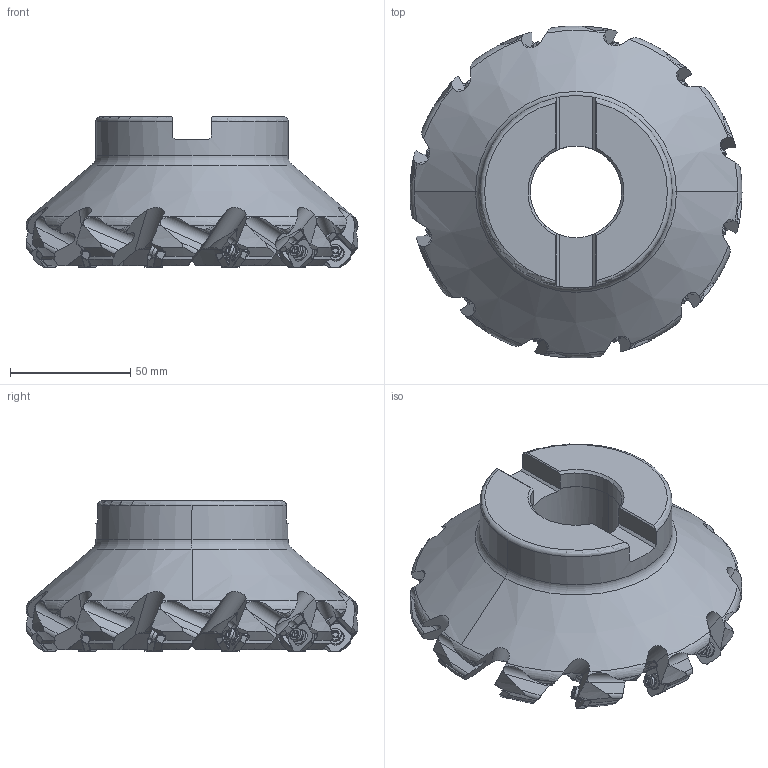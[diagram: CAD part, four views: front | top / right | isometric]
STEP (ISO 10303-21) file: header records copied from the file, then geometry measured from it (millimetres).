
FILE_DESCRIPTION(/* description */ (''),/* implementation_level */ '2;1');
FILE_NAME(/* name */ 'ASX445R0512E.stp',/* time_stamp */ '2021-09-08T11:41:03+09:00',/* author */ (''),/* organization */ (''),/* preprocessor_version */ 'ST-DEVELOPER v16',/* originating_system */ 'SIEMENS PLM Software NX 10.0',/* authorisation */ '');
FILE_SCHEMA (('AUTOMOTIVE_DESIGN { 1 0 10303 214 3 1 1 1 }'));
Products named in the file (1): ASX445R0512E_ASM
Bounding box: 138.02 x 138.02 x 62.74 mm (x, y, z)
Volume: 378391 mm3; surface area: 62019.4 mm2
Topology: 37 solids, 37 shells, 1736 faces, 4782 edges, 3223 vertices
Faces by surface type: plane 704, cylinder 692, cone 212, torus 80, sphere 24, bspline 24
Entity records: 63342 total; most frequent: CARTESIAN_POINT 17553, DIRECTION 9532, ORIENTED_EDGE 9444, EDGE_CURVE 4722, AXIS2_PLACEMENT_3D 3772, VERTEX_POINT 3096, LINE 1988, VECTOR 1988
